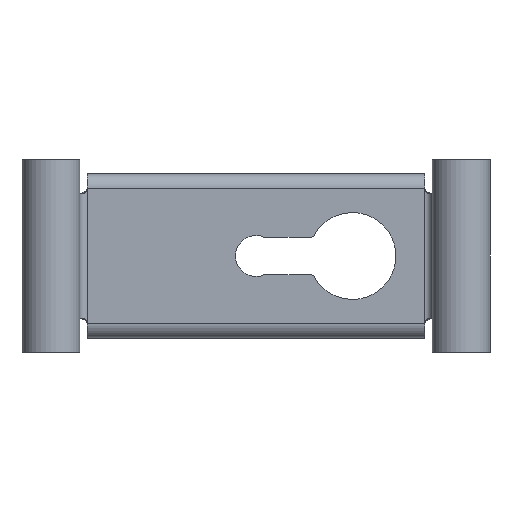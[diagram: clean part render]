
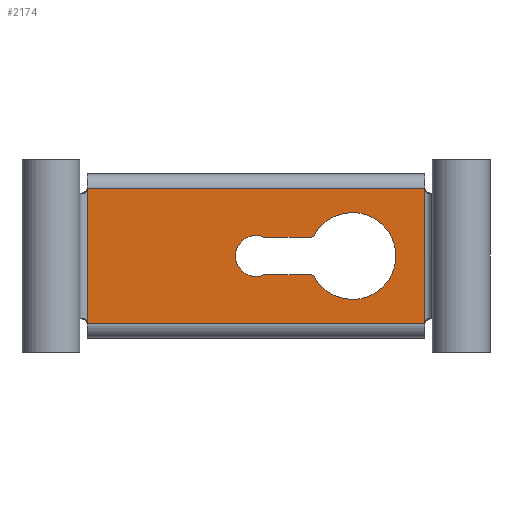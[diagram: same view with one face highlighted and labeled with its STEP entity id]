
A CAD part, front view. The second image highlights one B-rep face of the part: STEP entity #2174.
In plain terms, the highlighted planar face has unit normal (0, -1, 0).
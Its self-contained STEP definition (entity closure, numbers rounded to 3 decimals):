
#49 = CARTESIAN_POINT ( 'NONE',  ( 2.01, 0., -4.85 ) ) ;
#94 = FACE_OUTER_BOUND ( 'NONE', #3489, .T. ) ;
#227 = CARTESIAN_POINT ( 'NONE',  ( 2.01, 0., 3.85 ) ) ;
#476 = CIRCLE ( 'NONE', #4277, 1. ) ;
#551 = ORIENTED_EDGE ( 'NONE', *, *, #982, .T. ) ;
#559 = VERTEX_POINT ( 'NONE', #1510 ) ;
#569 = CARTESIAN_POINT ( 'NONE',  ( -35., 0., 14. ) ) ;
#572 = DIRECTION ( 'NONE',  ( -1., 0., 0. ) ) ;
#717 = CIRCLE ( 'NONE', #1468, 1. ) ;
#723 = CARTESIAN_POINT ( 'NONE',  ( 35., 0., 14. ) ) ;
#754 = CARTESIAN_POINT ( 'NONE',  ( 35., 0., 20. ) ) ;
#799 = CARTESIAN_POINT ( 'NONE',  ( 20., 0., 0. ) ) ;
#833 = CARTESIAN_POINT ( 'NONE',  ( 12.129, 0., 4.365 ) ) ;
#973 = CARTESIAN_POINT ( 'NONE',  ( 1.627, 0., -3.926 ) ) ;
#982 = EDGE_CURVE ( 'NONE', #5264, #3935, #717, .T. ) ;
#1024 = EDGE_CURVE ( 'NONE', #5741, #4441, #4358, .T. ) ;
#1087 = LINE ( 'NONE', #227, #1788 ) ;
#1153 = DIRECTION ( 'NONE',  ( 0., -1., 0. ) ) ;
#1218 = VECTOR ( 'NONE', #4801, 1000. ) ;
#1274 = VERTEX_POINT ( 'NONE', #4345 ) ;
#1329 = ORIENTED_EDGE ( 'NONE', *, *, #1604, .F. ) ;
#1415 = CIRCLE ( 'NONE', #3897, 9. ) ;
#1464 = CARTESIAN_POINT ( 'NONE',  ( -35., 0., 20. ) ) ;
#1468 = AXIS2_PLACEMENT_3D ( 'NONE', #3008, #1153, #5707 ) ;
#1510 = CARTESIAN_POINT ( 'NONE',  ( 1.627, 0., 3.926 ) ) ;
#1545 = ORIENTED_EDGE ( 'NONE', *, *, #2619, .T. ) ;
#1604 = EDGE_CURVE ( 'NONE', #1274, #3011, #1664, .T. ) ;
#1630 = EDGE_CURVE ( 'NONE', #5741, #1274, #2040, .T. ) ;
#1664 = LINE ( 'NONE', #3082, #4880 ) ;
#1677 = EDGE_CURVE ( 'NONE', #559, #4229, #2124, .T. ) ;
#1685 = ORIENTED_EDGE ( 'NONE', *, *, #3355, .T. ) ;
#1788 = VECTOR ( 'NONE', #2887, 1000. ) ;
#1843 = EDGE_LOOP ( 'NONE', ( #2538, #551, #4111, #4432, #1545, #1858, #4412, #5209 ) ) ;
#1858 = ORIENTED_EDGE ( 'NONE', *, *, #1677, .T. ) ;
#1859 = DIRECTION ( 'NONE',  ( 0., -1., 0. ) ) ;
#1952 = FACE_BOUND ( 'NONE', #1843, .T. ) ;
#2031 = EDGE_CURVE ( 'NONE', #4041, #5264, #1415, .T. ) ;
#2040 = LINE ( 'NONE', #754, #2697 ) ;
#2124 = CIRCLE ( 'NONE', #3652, 1. ) ;
#2174 = ADVANCED_FACE ( 'NONE', ( #1952, #94 ), #5164, .F. ) ;
#2183 = CARTESIAN_POINT ( 'NONE',  ( 2.01, 0., -3.85 ) ) ;
#2343 = CARTESIAN_POINT ( 'NONE',  ( -35., 0., -14. ) ) ;
#2387 = CARTESIAN_POINT ( 'NONE',  ( 2.01, 0., -3.85 ) ) ;
#2410 = EDGE_CURVE ( 'NONE', #4229, #2876, #1087, .T. ) ;
#2419 = DIRECTION ( 'NONE',  ( 1., 0., 0. ) ) ;
#2538 = ORIENTED_EDGE ( 'NONE', *, *, #2031, .T. ) ;
#2619 = EDGE_CURVE ( 'NONE', #4158, #559, #3795, .T. ) ;
#2645 = AXIS2_PLACEMENT_3D ( 'NONE', #2839, #3757, #2419 ) ;
#2669 = LINE ( 'NONE', #2183, #4160 ) ;
#2697 = VECTOR ( 'NONE', #3401, 1000. ) ;
#2818 = CARTESIAN_POINT ( 'NONE',  ( 0., 0., 0. ) ) ;
#2839 = CARTESIAN_POINT ( 'NONE',  ( 11.255, 0., 4.85 ) ) ;
#2875 = EDGE_CURVE ( 'NONE', #3935, #3845, #2669, .T. ) ;
#2876 = VERTEX_POINT ( 'NONE', #5847 ) ;
#2887 = DIRECTION ( 'NONE',  ( 1., 0., 0. ) ) ;
#2900 = VECTOR ( 'NONE', #3809, 1000. ) ;
#3008 = CARTESIAN_POINT ( 'NONE',  ( 11.255, 0., -4.85 ) ) ;
#3011 = VERTEX_POINT ( 'NONE', #2343 ) ;
#3082 = CARTESIAN_POINT ( 'NONE',  ( -35., 0., -14. ) ) ;
#3095 = DIRECTION ( 'NONE',  ( 0., 1., 0. ) ) ;
#3227 = CIRCLE ( 'NONE', #2645, 1. ) ;
#3289 = DIRECTION ( 'NONE',  ( 0., 1., 0. ) ) ;
#3355 = EDGE_CURVE ( 'NONE', #4441, #3011, #5258, .T. ) ;
#3401 = DIRECTION ( 'NONE',  ( 0., 0., -1. ) ) ;
#3489 = EDGE_LOOP ( 'NONE', ( #4009, #5055, #1685, #1329 ) ) ;
#3498 = EDGE_CURVE ( 'NONE', #2876, #4041, #3227, .T. ) ;
#3606 = DIRECTION ( 'NONE',  ( 0., -1., 0. ) ) ;
#3635 = DIRECTION ( 'NONE',  ( -1., 0., 0. ) ) ;
#3652 = AXIS2_PLACEMENT_3D ( 'NONE', #4567, #3606, #3635 ) ;
#3757 = DIRECTION ( 'NONE',  ( 0., -1., 0. ) ) ;
#3795 = CIRCLE ( 'NONE', #5224, 4.25 ) ;
#3809 = DIRECTION ( 'NONE',  ( -1., 0., 0. ) ) ;
#3845 = VERTEX_POINT ( 'NONE', #2387 ) ;
#3897 = AXIS2_PLACEMENT_3D ( 'NONE', #799, #3095, #5730 ) ;
#3928 = EDGE_CURVE ( 'NONE', #3845, #4158, #476, .T. ) ;
#3935 = VERTEX_POINT ( 'NONE', #5155 ) ;
#4009 = ORIENTED_EDGE ( 'NONE', *, *, #1630, .F. ) ;
#4041 = VERTEX_POINT ( 'NONE', #833 ) ;
#4111 = ORIENTED_EDGE ( 'NONE', *, *, #2875, .T. ) ;
#4158 = VERTEX_POINT ( 'NONE', #973 ) ;
#4160 = VECTOR ( 'NONE', #5316, 1000. ) ;
#4229 = VERTEX_POINT ( 'NONE', #4711 ) ;
#4277 = AXIS2_PLACEMENT_3D ( 'NONE', #49, #1859, #4663 ) ;
#4345 = CARTESIAN_POINT ( 'NONE',  ( 35., 0., -14. ) ) ;
#4358 = LINE ( 'NONE', #4467, #2900 ) ;
#4412 = ORIENTED_EDGE ( 'NONE', *, *, #2410, .T. ) ;
#4432 = ORIENTED_EDGE ( 'NONE', *, *, #3928, .T. ) ;
#4441 = VERTEX_POINT ( 'NONE', #569 ) ;
#4467 = CARTESIAN_POINT ( 'NONE',  ( -35., 0., 14. ) ) ;
#4567 = CARTESIAN_POINT ( 'NONE',  ( 2.01, 0., 4.85 ) ) ;
#4663 = DIRECTION ( 'NONE',  ( 1., 0., 0. ) ) ;
#4711 = CARTESIAN_POINT ( 'NONE',  ( 2.01, 0., 3.85 ) ) ;
#4801 = DIRECTION ( 'NONE',  ( 0., 0., -1. ) ) ;
#4880 = VECTOR ( 'NONE', #5768, 1000. ) ;
#4994 = DIRECTION ( 'NONE',  ( 0., 1., 0. ) ) ;
#5041 = AXIS2_PLACEMENT_3D ( 'NONE', #1464, #3289, #572 ) ;
#5055 = ORIENTED_EDGE ( 'NONE', *, *, #1024, .T. ) ;
#5155 = CARTESIAN_POINT ( 'NONE',  ( 11.255, 0., -3.85 ) ) ;
#5164 = PLANE ( 'NONE',  #5041 ) ;
#5209 = ORIENTED_EDGE ( 'NONE', *, *, #3498, .T. ) ;
#5224 = AXIS2_PLACEMENT_3D ( 'NONE', #2818, #4994, #5476 ) ;
#5258 = LINE ( 'NONE', #5729, #1218 ) ;
#5264 = VERTEX_POINT ( 'NONE', #5473 ) ;
#5316 = DIRECTION ( 'NONE',  ( -1., 0., 0. ) ) ;
#5473 = CARTESIAN_POINT ( 'NONE',  ( 12.129, 0., -4.365 ) ) ;
#5476 = DIRECTION ( 'NONE',  ( -1., 0., 0. ) ) ;
#5707 = DIRECTION ( 'NONE',  ( -1., 0., 0. ) ) ;
#5729 = CARTESIAN_POINT ( 'NONE',  ( -35., 0., 20. ) ) ;
#5730 = DIRECTION ( 'NONE',  ( -1., 0., 0. ) ) ;
#5741 = VERTEX_POINT ( 'NONE', #723 ) ;
#5768 = DIRECTION ( 'NONE',  ( -1., 0., 0. ) ) ;
#5847 = CARTESIAN_POINT ( 'NONE',  ( 11.255, 0., 3.85 ) ) ;
